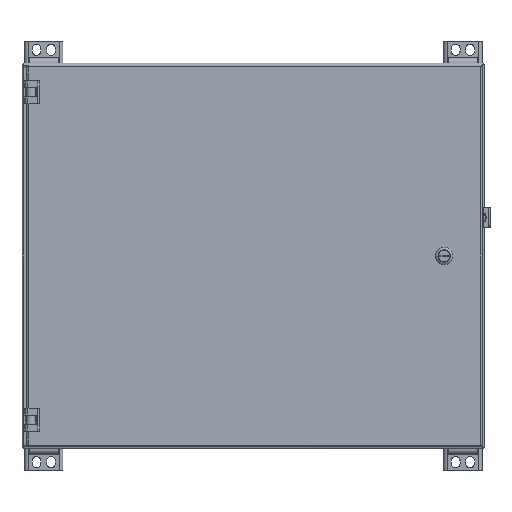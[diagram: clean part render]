
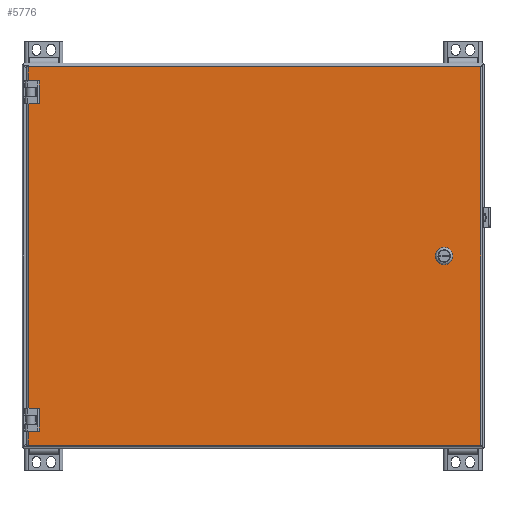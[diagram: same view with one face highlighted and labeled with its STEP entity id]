
A CAD part, front view. The second image highlights one B-rep face of the part: STEP entity #5776.
In plain terms, the highlighted planar face has unit normal (0, -1, 0).
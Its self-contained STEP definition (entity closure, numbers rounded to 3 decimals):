
#5776 = ADVANCED_FACE( '', ( #12439, #12440 ), #12441, .T. );
#12439 = FACE_BOUND( '', #33096, .T. );
#12440 = FACE_OUTER_BOUND( '', #33097, .T. );
#12441 = PLANE( '', #33098 );
#33096 = EDGE_LOOP( '', ( #67660, #67661, #67662, #67663 ) );
#33097 = EDGE_LOOP( '', ( #67664, #67665, #67666, #67667, #67668, #67669, #67670, #67671, #67672, #67673, #67674, #67675 ) );
#33098 = AXIS2_PLACEMENT_3D( '', #67676, #67677, #67678 );
#67660 = ORIENTED_EDGE( '', *, *, #87108, .F. );
#67661 = ORIENTED_EDGE( '', *, *, #83804, .F. );
#67662 = ORIENTED_EDGE( '', *, *, #87109, .F. );
#67663 = ORIENTED_EDGE( '', *, *, #84289, .F. );
#67664 = ORIENTED_EDGE( '', *, *, #87110, .F. );
#67665 = ORIENTED_EDGE( '', *, *, #83407, .F. );
#67666 = ORIENTED_EDGE( '', *, *, #86255, .F. );
#67667 = ORIENTED_EDGE( '', *, *, #87111, .F. );
#67668 = ORIENTED_EDGE( '', *, *, #87112, .F. );
#67669 = ORIENTED_EDGE( '', *, *, #82469, .F. );
#67670 = ORIENTED_EDGE( '', *, *, #87113, .F. );
#67671 = ORIENTED_EDGE( '', *, *, #85901, .T. );
#67672 = ORIENTED_EDGE( '', *, *, #87114, .F. );
#67673 = ORIENTED_EDGE( '', *, *, #87115, .F. );
#67674 = ORIENTED_EDGE( '', *, *, #87116, .F. );
#67675 = ORIENTED_EDGE( '', *, *, #87117, .F. );
#67676 = CARTESIAN_POINT( '', ( 0., 0., 0. ) );
#67677 = DIRECTION( '', ( 0., -1., 0. ) );
#67678 = DIRECTION( '', ( 0., 0., -1. ) );
#82469 = EDGE_CURVE( '', #90724, #90726, #90727, .T. );
#83407 = EDGE_CURVE( '', #92380, #92382, #92383, .T. );
#83804 = EDGE_CURVE( '', #93068, #93070, #93071, .T. );
#84289 = EDGE_CURVE( '', #93892, #93894, #93895, .T. );
#85901 = EDGE_CURVE( '', #91116, #96487, #96489, .T. );
#86255 = EDGE_CURVE( '', #97031, #92380, #97033, .T. );
#87108 = EDGE_CURVE( '', #93070, #93892, #98278, .T. );
#87109 = EDGE_CURVE( '', #93894, #93068, #98279, .T. );
#87110 = EDGE_CURVE( '', #92382, #98280, #98281, .T. );
#87111 = EDGE_CURVE( '', #98282, #97031, #98283, .T. );
#87112 = EDGE_CURVE( '', #90726, #98282, #98284, .T. );
#87113 = EDGE_CURVE( '', #91116, #90724, #98285, .T. );
#87114 = EDGE_CURVE( '', #98286, #96487, #98287, .T. );
#87115 = EDGE_CURVE( '', #98288, #98286, #98289, .T. );
#87116 = EDGE_CURVE( '', #98290, #98288, #98291, .T. );
#87117 = EDGE_CURVE( '', #98280, #98290, #98292, .T. );
#90724 = VERTEX_POINT( '', #102871 );
#90726 = VERTEX_POINT( '', #102882 );
#90727 = LINE( '', #102883, #102884 );
#91116 = VERTEX_POINT( '', #103667 );
#92380 = VERTEX_POINT( '', #106597 );
#92382 = VERTEX_POINT( '', #106600 );
#92383 = LINE( '', #106601, #106602 );
#93068 = VERTEX_POINT( '', #108187 );
#93070 = VERTEX_POINT( '', #108190 );
#93071 = LINE( '', #108191, #108192 );
#93892 = VERTEX_POINT( '', #110149 );
#93894 = VERTEX_POINT( '', #110152 );
#93895 = LINE( '', #110153, #110154 );
#96487 = VERTEX_POINT( '', #116820 );
#96489 = LINE( '', #116831, #116832 );
#97031 = VERTEX_POINT( '', #118071 );
#97033 = LINE( '', #118074, #118075 );
#98278 = CIRCLE( '', #121420, 9.716 );
#98279 = CIRCLE( '', #121421, 9.716 );
#98280 = VERTEX_POINT( '', #121422 );
#98281 = LINE( '', #121423, #121424 );
#98282 = VERTEX_POINT( '', #121425 );
#98283 = LINE( '', #121426, #121427 );
#98284 = LINE( '', #121428, #121429 );
#98285 = LINE( '', #121430, #121431 );
#98286 = VERTEX_POINT( '', #121432 );
#98287 = LINE( '', #121433, #121434 );
#98288 = VERTEX_POINT( '', #121435 );
#98289 = LINE( '', #121436, #121437 );
#98290 = VERTEX_POINT( '', #121438 );
#98291 = LINE( '', #121439, #121440 );
#98292 = LINE( '', #121441, #121442 );
#102871 = CARTESIAN_POINT( '', ( 298.098, 0., -249.282 ) );
#102882 = CARTESIAN_POINT( '', ( -298.098, 0., -249.282 ) );
#102883 = CARTESIAN_POINT( '', ( 298.098, 0., -249.282 ) );
#102884 = VECTOR( '', #133353, 1000. );
#103667 = CARTESIAN_POINT( '', ( 298.098, 0., 249.282 ) );
#106597 = CARTESIAN_POINT( '', ( -285.931, 0., -205.588 ) );
#106600 = CARTESIAN_POINT( '', ( -298.098, 0., -205.588 ) );
#106601 = CARTESIAN_POINT( '', ( 0., 0., -205.588 ) );
#106602 = VECTOR( '', #134041, 1000. );
#108187 = CARTESIAN_POINT( '', ( 257.762, 0., -5.322 ) );
#108190 = CARTESIAN_POINT( '', ( 257.762, 0., 5.322 ) );
#108191 = CARTESIAN_POINT( '', ( 257.762, 0., 5.322 ) );
#108192 = VECTOR( '', #134381, 1000. );
#110149 = CARTESIAN_POINT( '', ( 241.506, 0., 5.322 ) );
#110152 = CARTESIAN_POINT( '', ( 241.506, 0., -5.322 ) );
#110153 = CARTESIAN_POINT( '', ( 241.506, 0., 5.322 ) );
#110154 = VECTOR( '', #134719, 1000. );
#116820 = CARTESIAN_POINT( '', ( -298.098, 0., 249.282 ) );
#116831 = CARTESIAN_POINT( '', ( -298.098, 0., 249.282 ) );
#116832 = VECTOR( '', #135900, 1000. );
#118071 = CARTESIAN_POINT( '', ( -285.931, 0., -226.212 ) );
#118074 = CARTESIAN_POINT( '', ( -285.931, 0., 0. ) );
#118075 = VECTOR( '', #136155, 1000. );
#121420 = AXIS2_PLACEMENT_3D( '', #136679, #136680, #136681 );
#121421 = AXIS2_PLACEMENT_3D( '', #136682, #136683, #136684 );
#121422 = CARTESIAN_POINT( '', ( -298.098, 0., 205.588 ) );
#121423 = CARTESIAN_POINT( '', ( -298.098, 0., -249.282 ) );
#121424 = VECTOR( '', #136685, 1000. );
#121425 = CARTESIAN_POINT( '', ( -298.098, 0., -226.212 ) );
#121426 = CARTESIAN_POINT( '', ( 0., 0., -226.212 ) );
#121427 = VECTOR( '', #136686, 1000. );
#121428 = CARTESIAN_POINT( '', ( -298.098, 0., -249.282 ) );
#121429 = VECTOR( '', #136687, 1000. );
#121430 = CARTESIAN_POINT( '', ( 298.098, 0., 249.282 ) );
#121431 = VECTOR( '', #136688, 1000. );
#121432 = CARTESIAN_POINT( '', ( -298.098, 0., 226.212 ) );
#121433 = CARTESIAN_POINT( '', ( -298.098, 0., -249.282 ) );
#121434 = VECTOR( '', #136689, 1000. );
#121435 = CARTESIAN_POINT( '', ( -285.931, 0., 226.212 ) );
#121436 = CARTESIAN_POINT( '', ( 0., 0., 226.212 ) );
#121437 = VECTOR( '', #136690, 1000. );
#121438 = CARTESIAN_POINT( '', ( -285.931, 0., 205.588 ) );
#121439 = CARTESIAN_POINT( '', ( -285.931, 0., 431.8 ) );
#121440 = VECTOR( '', #136691, 1000. );
#121441 = CARTESIAN_POINT( '', ( 0., 0., 205.588 ) );
#121442 = VECTOR( '', #136692, 1000. );
#133353 = DIRECTION( '', ( -1., 0., 0. ) );
#134041 = DIRECTION( '', ( -1., 0., 0. ) );
#134381 = DIRECTION( '', ( 0., 0., 1. ) );
#134719 = DIRECTION( '', ( 0., 0., -1. ) );
#135900 = DIRECTION( '', ( -1., 0., 0. ) );
#136155 = DIRECTION( '', ( 0., 0., 1. ) );
#136679 = CARTESIAN_POINT( '', ( 249.634, 0., 0. ) );
#136680 = DIRECTION( '', ( 0., -1., 0. ) );
#136681 = DIRECTION( '', ( 1., 0., 0. ) );
#136682 = CARTESIAN_POINT( '', ( 249.634, 0., 0. ) );
#136683 = DIRECTION( '', ( 0., -1., 0. ) );
#136684 = DIRECTION( '', ( 1., 0., 0. ) );
#136685 = DIRECTION( '', ( 0., 0., 1. ) );
#136686 = DIRECTION( '', ( 1., 0., 0. ) );
#136687 = DIRECTION( '', ( 0., 0., 1. ) );
#136688 = DIRECTION( '', ( 0., 0., -1. ) );
#136689 = DIRECTION( '', ( 0., 0., 1. ) );
#136690 = DIRECTION( '', ( -1., 0., 0. ) );
#136691 = DIRECTION( '', ( 0., 0., 1. ) );
#136692 = DIRECTION( '', ( 1., 0., 0. ) );
